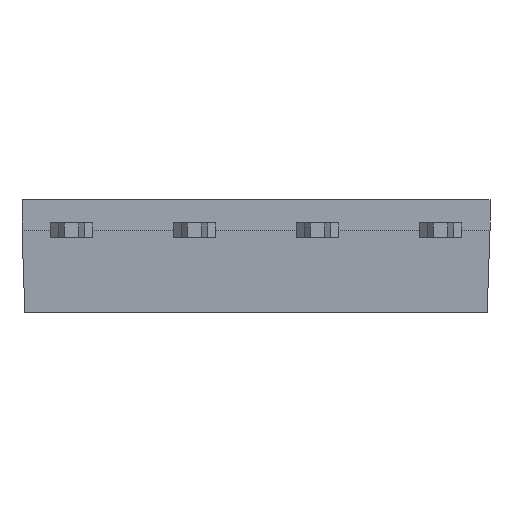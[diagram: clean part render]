
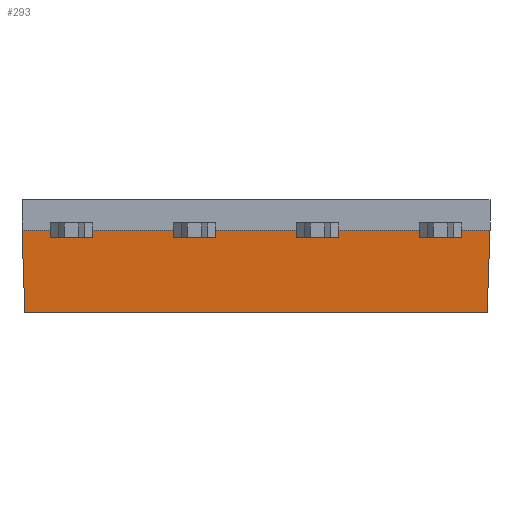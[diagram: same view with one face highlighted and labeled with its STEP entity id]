
A CAD part, front view. The second image highlights one B-rep face of the part: STEP entity #293.
In plain terms, the highlighted planar face has unit normal (0, -0.999, -0.035).
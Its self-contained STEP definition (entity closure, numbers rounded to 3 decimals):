
#23 = VERTEX_POINT ( 'NONE', #1669 ) ;
#128 = VERTEX_POINT ( 'NONE', #2544 ) ;
#132 = CARTESIAN_POINT ( 'NONE',  ( 7.25, 2.2, 0. ) ) ;
#134 = DIRECTION ( 'NONE',  ( 1., 0., 0. ) ) ;
#162 = EDGE_CURVE ( 'NONE', #23, #622, #674, .T. ) ;
#165 = EDGE_LOOP ( 'NONE', ( #2789, #670, #1298, #1065 ) ) ;
#293 = ADVANCED_FACE ( 'NONE', ( #3238 ), #3196, .F. ) ;
#447 = DIRECTION ( 'NONE',  ( -0.035, -0.035, 0.999 ) ) ;
#538 = DIRECTION ( 'NONE',  ( -1., 0., 0. ) ) ;
#575 = VECTOR ( 'NONE', #538, 1000. ) ;
#612 = CARTESIAN_POINT ( 'NONE',  ( 7.25, 2.2, 0. ) ) ;
#622 = VERTEX_POINT ( 'NONE', #132 ) ;
#670 = ORIENTED_EDGE ( 'NONE', *, *, #162, .F. ) ;
#674 = LINE ( 'NONE', #3094, #805 ) ;
#773 = CARTESIAN_POINT ( 'NONE',  ( -7.161, 2.289, -2.55 ) ) ;
#805 = VECTOR ( 'NONE', #932, 1000. ) ;
#860 = LINE ( 'NONE', #612, #1410 ) ;
#932 = DIRECTION ( 'NONE',  ( 1., 0., 0. ) ) ;
#975 = EDGE_CURVE ( 'NONE', #3517, #23, #2001, .T. ) ;
#1065 = ORIENTED_EDGE ( 'NONE', *, *, #2437, .F. ) ;
#1122 = AXIS2_PLACEMENT_3D ( 'NONE', #1642, #2896, #134 ) ;
#1298 = ORIENTED_EDGE ( 'NONE', *, *, #975, .F. ) ;
#1410 = VECTOR ( 'NONE', #2089, 1000. ) ;
#1642 = CARTESIAN_POINT ( 'NONE',  ( 7.25, 2.2, 0. ) ) ;
#1669 = CARTESIAN_POINT ( 'NONE',  ( -7.25, 2.2, 0. ) ) ;
#1739 = CARTESIAN_POINT ( 'NONE',  ( -7.232, 2.218, -0.505 ) ) ;
#2001 = LINE ( 'NONE', #1739, #3656 ) ;
#2089 = DIRECTION ( 'NONE',  ( 0.035, -0.035, 0.999 ) ) ;
#2437 = EDGE_CURVE ( 'NONE', #128, #3517, #3906, .T. ) ;
#2477 = EDGE_CURVE ( 'NONE', #128, #622, #860, .T. ) ;
#2544 = CARTESIAN_POINT ( 'NONE',  ( 7.161, 2.289, -2.55 ) ) ;
#2789 = ORIENTED_EDGE ( 'NONE', *, *, #2477, .T. ) ;
#2896 = DIRECTION ( 'NONE',  ( 0., 0.999, 0.035 ) ) ;
#3056 = CARTESIAN_POINT ( 'NONE',  ( 0., 2.289, -2.55 ) ) ;
#3094 = CARTESIAN_POINT ( 'NONE',  ( 7.25, 2.2, 0. ) ) ;
#3196 = PLANE ( 'NONE',  #1122 ) ;
#3238 = FACE_OUTER_BOUND ( 'NONE', #165, .T. ) ;
#3517 = VERTEX_POINT ( 'NONE', #773 ) ;
#3656 = VECTOR ( 'NONE', #447, 1000. ) ;
#3906 = LINE ( 'NONE', #3056, #575 ) ;
